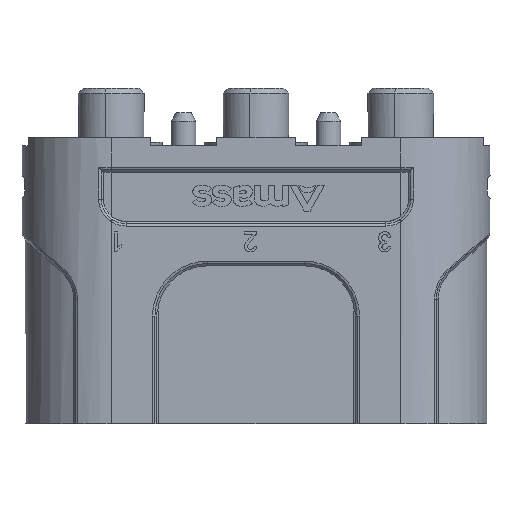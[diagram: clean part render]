
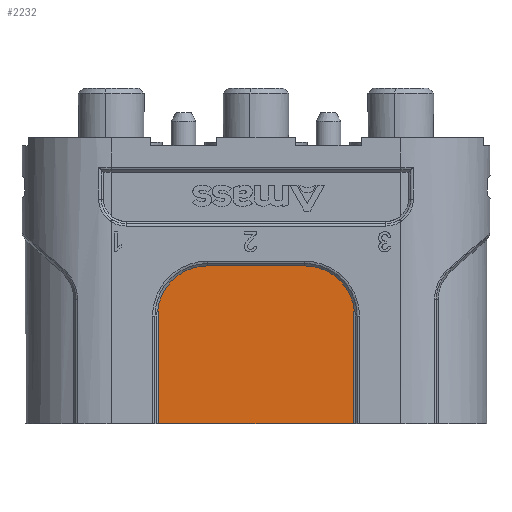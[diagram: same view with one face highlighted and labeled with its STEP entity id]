
A CAD part, front view. The second image highlights one B-rep face of the part: STEP entity #2232.
In plain terms, the highlighted planar face has unit normal (0, -1, 0).
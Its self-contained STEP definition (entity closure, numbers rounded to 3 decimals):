
#53 = EDGE_CURVE ( 'NONE', #5672, #2008, #25478, .T. ) ;
#320 = CARTESIAN_POINT ( 'NONE',  ( 5.917, -5.225, -17.4 ) ) ;
#1219 = LINE ( 'NONE', #12548, #8152 ) ;
#1306 = DIRECTION ( 'NONE',  ( 0., 0., 1. ) ) ;
#2008 = VERTEX_POINT ( 'NONE', #20809 ) ;
#2090 = DIRECTION ( 'NONE',  ( -1., 0., 0. ) ) ;
#2180 = EDGE_CURVE ( 'NONE', #20686, #2008, #24457, .T. ) ;
#2232 = ADVANCED_FACE ( 'NONE', ( #17465 ), #23921, .T. ) ;
#2595 = ORIENTED_EDGE ( 'NONE', *, *, #33669, .F. ) ;
#2990 = VERTEX_POINT ( 'NONE', #10610 ) ;
#3432 = ORIENTED_EDGE ( 'NONE', *, *, #27523, .T. ) ;
#4572 = CARTESIAN_POINT ( 'NONE',  ( -2.95, -5.225, -7.8 ) ) ;
#5446 = VECTOR ( 'NONE', #15659, 1000. ) ;
#5672 = VERTEX_POINT ( 'NONE', #16126 ) ;
#6140 = VERTEX_POINT ( 'NONE', #4572 ) ;
#6642 = LINE ( 'NONE', #25961, #33763 ) ;
#8152 = VECTOR ( 'NONE', #2090, 1000. ) ;
#8569 = VECTOR ( 'NONE', #30906, 1000. ) ;
#10188 = ORIENTED_EDGE ( 'NONE', *, *, #15111, .F. ) ;
#10489 = VECTOR ( 'NONE', #18869, 1000. ) ;
#10610 = CARTESIAN_POINT ( 'NONE',  ( -5.917, -5.225, -10.572 ) ) ;
#12548 = CARTESIAN_POINT ( 'NONE',  ( -8.8, -5.225, -10.572 ) ) ;
#12899 = EDGE_LOOP ( 'NONE', ( #16110, #2595, #18370, #28946, #10188, #15149, #3432, #18935 ) ) ;
#13149 = AXIS2_PLACEMENT_3D ( 'NONE', #32742, #17014, #1306 ) ;
#13454 = CIRCLE ( 'NONE', #13149, 3.05 ) ;
#14307 = VERTEX_POINT ( 'NONE', #18243 ) ;
#14325 = DIRECTION ( 'NONE',  ( 0., 1., 0. ) ) ;
#14712 = EDGE_CURVE ( 'NONE', #2990, #14307, #28732, .T. ) ;
#15111 = EDGE_CURVE ( 'NONE', #2990, #25223, #1219, .T. ) ;
#15149 = ORIENTED_EDGE ( 'NONE', *, *, #14712, .T. ) ;
#15659 = DIRECTION ( 'NONE',  ( 1., 0., 0. ) ) ;
#16110 = ORIENTED_EDGE ( 'NONE', *, *, #53, .F. ) ;
#16126 = CARTESIAN_POINT ( 'NONE',  ( 5.987, -5.225, -10.572 ) ) ;
#16220 = EDGE_CURVE ( 'NONE', #25223, #6140, #33989, .T. ) ;
#16571 = DIRECTION ( 'NONE',  ( 1., 0., 0. ) ) ;
#17014 = DIRECTION ( 'NONE',  ( 0., 1., 0. ) ) ;
#17465 = FACE_OUTER_BOUND ( 'NONE', #12899, .T. ) ;
#18243 = CARTESIAN_POINT ( 'NONE',  ( -5.917, -5.225, -17.4 ) ) ;
#18370 = ORIENTED_EDGE ( 'NONE', *, *, #21884, .F. ) ;
#18683 = AXIS2_PLACEMENT_3D ( 'NONE', #27112, #23809, #16571 ) ;
#18869 = DIRECTION ( 'NONE',  ( 0., 0., 1. ) ) ;
#18935 = ORIENTED_EDGE ( 'NONE', *, *, #2180, .T. ) ;
#19210 = AXIS2_PLACEMENT_3D ( 'NONE', #29997, #14325, #32669 ) ;
#19316 = VECTOR ( 'NONE', #29592, 1000. ) ;
#19815 = CARTESIAN_POINT ( 'NONE',  ( -8.8, -5.225, -10.572 ) ) ;
#20555 = CARTESIAN_POINT ( 'NONE',  ( 2.95, -5.225, -7.8 ) ) ;
#20686 = VERTEX_POINT ( 'NONE', #320 ) ;
#20809 = CARTESIAN_POINT ( 'NONE',  ( 5.917, -5.225, -10.572 ) ) ;
#21884 = EDGE_CURVE ( 'NONE', #6140, #27399, #6642, .T. ) ;
#22166 = DIRECTION ( 'NONE',  ( 1., 0., 0. ) ) ;
#22537 = CARTESIAN_POINT ( 'NONE',  ( -5.987, -5.225, -10.572 ) ) ;
#22901 = CARTESIAN_POINT ( 'NONE',  ( -5.917, -5.225, -17.4 ) ) ;
#23809 = DIRECTION ( 'NONE',  ( 0., -1., 0. ) ) ;
#23921 = PLANE ( 'NONE',  #18683 ) ;
#24457 = LINE ( 'NONE', #26226, #10489 ) ;
#25223 = VERTEX_POINT ( 'NONE', #22537 ) ;
#25478 = LINE ( 'NONE', #19815, #19316 ) ;
#25961 = CARTESIAN_POINT ( 'NONE',  ( -8.8, -5.225, -7.8 ) ) ;
#26206 = CARTESIAN_POINT ( 'NONE',  ( -8.8, -5.225, -17.4 ) ) ;
#26226 = CARTESIAN_POINT ( 'NONE',  ( 5.917, -5.225, 2.35 ) ) ;
#27112 = CARTESIAN_POINT ( 'NONE',  ( -8.8, -5.225, -17.4 ) ) ;
#27208 = LINE ( 'NONE', #26206, #5446 ) ;
#27399 = VERTEX_POINT ( 'NONE', #20555 ) ;
#27523 = EDGE_CURVE ( 'NONE', #14307, #20686, #27208, .T. ) ;
#28732 = LINE ( 'NONE', #22901, #8569 ) ;
#28946 = ORIENTED_EDGE ( 'NONE', *, *, #16220, .F. ) ;
#29592 = DIRECTION ( 'NONE',  ( -1., 0., 0. ) ) ;
#29997 = CARTESIAN_POINT ( 'NONE',  ( -2.95, -5.225, -10.85 ) ) ;
#30906 = DIRECTION ( 'NONE',  ( 0., 0., -1. ) ) ;
#32669 = DIRECTION ( 'NONE',  ( 0., 0., 1. ) ) ;
#32742 = CARTESIAN_POINT ( 'NONE',  ( 2.95, -5.225, -10.85 ) ) ;
#33669 = EDGE_CURVE ( 'NONE', #27399, #5672, #13454, .T. ) ;
#33763 = VECTOR ( 'NONE', #22166, 1000. ) ;
#33989 = CIRCLE ( 'NONE', #19210, 3.05 ) ;
